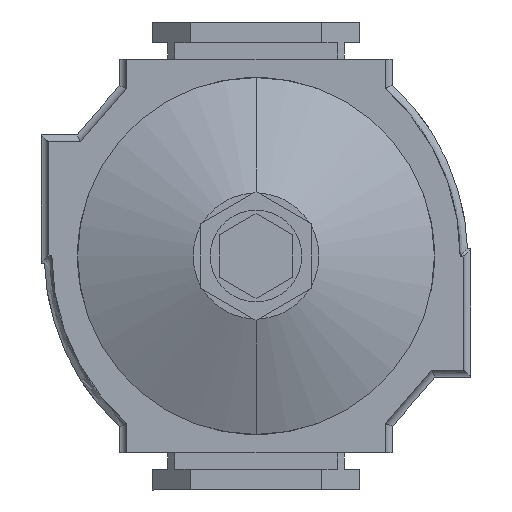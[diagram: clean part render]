
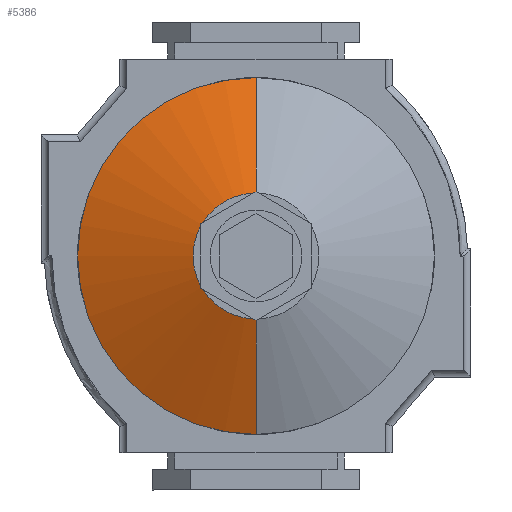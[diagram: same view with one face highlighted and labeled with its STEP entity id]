
A CAD part, front view. The second image highlights one B-rep face of the part: STEP entity #5386.
In plain terms, the highlighted free-form (B-spline) face has degree [1, 3] with [2, 4] control points.
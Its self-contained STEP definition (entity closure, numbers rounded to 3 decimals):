
#105 = LINE ( 'NONE', #4640, #3479 ) ;
#169 = DIRECTION ( 'NONE',  ( 0., 0.921, -0.391 ) ) ;
#505 = CARTESIAN_POINT ( 'NONE',  ( 0., -30.5, -119.817 ) ) ;
#578 = CARTESIAN_POINT ( 'NONE',  ( 0., 10.75, -128.2 ) ) ;
#656 = CARTESIAN_POINT ( 'NONE',  ( 0., 30.5, -119.817 ) ) ;
#721 = ORIENTED_EDGE ( 'NONE', *, *, #6428, .F. ) ;
#860 = AXIS2_PLACEMENT_3D ( 'NONE', #5484, #4915, #3213 ) ;
#1121 = DIRECTION ( 'NONE',  ( 0., 0., 1. ) ) ;
#1262 = CIRCLE ( 'NONE', #3162, 10.75 ) ;
#1692 = ORIENTED_EDGE ( 'NONE', *, *, #5201, .F. ) ;
#1721 = EDGE_CURVE ( 'NONE', #5574, #3559, #1262, .T. ) ;
#2241 = CARTESIAN_POINT ( 'NONE',  ( 0., 0., -119.817 ) ) ;
#2347 = CARTESIAN_POINT ( 'NONE',  ( -61., 30.5, -119.817 ) ) ;
#2545 = VECTOR ( 'NONE', #4884, 1000. ) ;
#2844 = ORIENTED_EDGE ( 'NONE', *, *, #3784, .F. ) ;
#2852 = CARTESIAN_POINT ( 'NONE',  ( -21.5, -10.75, -128.2 ) ) ;
#3162 = AXIS2_PLACEMENT_3D ( 'NONE', #4008, #6791, #3275 ) ;
#3213 = DIRECTION ( 'NONE',  ( 0., -1., 0. ) ) ;
#3275 = DIRECTION ( 'NONE',  ( 0., -1., 0. ) ) ;
#3396 = VERTEX_POINT ( 'NONE', #4701 ) ;
#3416 = CARTESIAN_POINT ( 'NONE',  ( 0., 10.75, -128.2 ) ) ;
#3426 = DIRECTION ( 'NONE',  ( 0., -1., 0. ) ) ;
#3479 = VECTOR ( 'NONE', #169, 1000. ) ;
#3536 = CARTESIAN_POINT ( 'NONE',  ( 0., -10.75, -128.2 ) ) ;
#3559 = VERTEX_POINT ( 'NONE', #6295 ) ;
#3736 = EDGE_CURVE ( 'NONE', #3396, #5574, #6575, .T. ) ;
#3784 = EDGE_CURVE ( 'NONE', #5039, #4150, #6394, .T. ) ;
#3915 = AXIS2_PLACEMENT_3D ( 'NONE', #2241, #1121, #3426 ) ;
#4008 = CARTESIAN_POINT ( 'NONE',  ( 0., 0., -128.2 ) ) ;
#4148 = CARTESIAN_POINT ( 'NONE',  ( -21.5, 10.75, -128.2 ) ) ;
#4150 = VERTEX_POINT ( 'NONE', #505 ) ;
#4406 = CIRCLE ( 'NONE', #3915, 30.5 ) ;
#4640 = CARTESIAN_POINT ( 'NONE',  ( 0., -20.625, -124.008 ) ) ;
#4701 = CARTESIAN_POINT ( 'NONE',  ( 0., 30.5, -119.817 ) ) ;
#4884 = DIRECTION ( 'NONE',  ( 0., -0.921, -0.391 ) ) ;
#4915 = DIRECTION ( 'NONE',  ( 0., 0., 1. ) ) ;
#5039 = VERTEX_POINT ( 'NONE', #5478 ) ;
#5174 = ORIENTED_EDGE ( 'NONE', *, *, #3736, .T. ) ;
#5201 = EDGE_CURVE ( 'NONE', #4150, #3559, #105, .T. ) ;
#5386 = ADVANCED_FACE ( 'NONE', ( #5770 ), #5442, .T. ) ;
#5442 =( BOUNDED_SURFACE ( )  B_SPLINE_SURFACE ( 1, 3, ( 
 ( #656, #2347, #6372, #7001 ),
 ( #578, #4148, #2852, #3536 ) ),
 .UNSPECIFIED., .F., .F., .F. ) 
 B_SPLINE_SURFACE_WITH_KNOTS ( ( 2, 2 ),
 ( 4, 4 ),
 ( 0., 1. ),
 ( 0., 1. ),
 .UNSPECIFIED. ) 
 GEOMETRIC_REPRESENTATION_ITEM ( )  RATIONAL_B_SPLINE_SURFACE ( (
 ( 1., 0.333, 0.333, 1.),
 ( 1., 0.333, 0.333, 1.) ) ) 
 REPRESENTATION_ITEM ( '' )  SURFACE ( )  );
#5446 = CARTESIAN_POINT ( 'NONE',  ( 0., 20.625, -124.008 ) ) ;
#5478 = CARTESIAN_POINT ( 'NONE',  ( -30.5, 0., -119.817 ) ) ;
#5484 = CARTESIAN_POINT ( 'NONE',  ( 0., 0., -119.817 ) ) ;
#5574 = VERTEX_POINT ( 'NONE', #3416 ) ;
#5770 = FACE_OUTER_BOUND ( 'NONE', #6779, .T. ) ;
#6295 = CARTESIAN_POINT ( 'NONE',  ( 0., -10.75, -128.2 ) ) ;
#6341 = ORIENTED_EDGE ( 'NONE', *, *, #1721, .T. ) ;
#6372 = CARTESIAN_POINT ( 'NONE',  ( -61., -30.5, -119.817 ) ) ;
#6394 = CIRCLE ( 'NONE', #860, 30.5 ) ;
#6428 = EDGE_CURVE ( 'NONE', #3396, #5039, #4406, .T. ) ;
#6575 = LINE ( 'NONE', #5446, #2545 ) ;
#6779 = EDGE_LOOP ( 'NONE', ( #721, #5174, #6341, #1692, #2844 ) ) ;
#6791 = DIRECTION ( 'NONE',  ( 0., 0., 1. ) ) ;
#7001 = CARTESIAN_POINT ( 'NONE',  ( 0., -30.5, -119.817 ) ) ;
